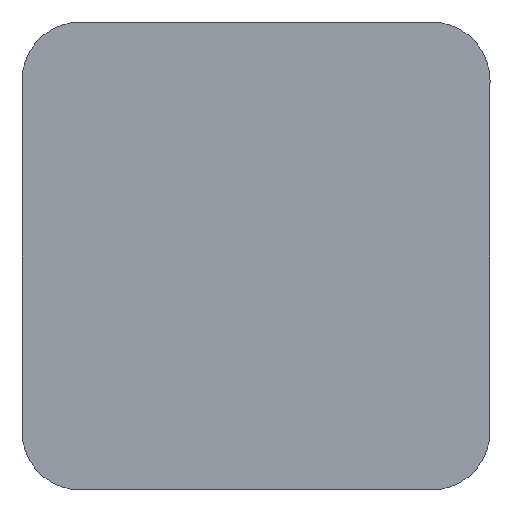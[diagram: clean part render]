
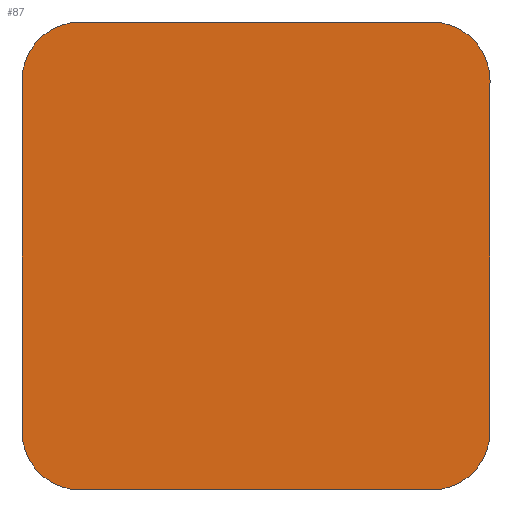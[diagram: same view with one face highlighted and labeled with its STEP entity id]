
A CAD part, front view. The second image highlights one B-rep face of the part: STEP entity #87.
In plain terms, the highlighted planar face has unit normal (0, -1, 0).
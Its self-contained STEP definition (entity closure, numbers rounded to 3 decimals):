
#3 = CIRCLE ( 'NONE', #137, 1. ) ;
#11 = ORIENTED_EDGE ( 'NONE', *, *, #71, .T. ) ;
#12 = FACE_OUTER_BOUND ( 'NONE', #94, .T. ) ;
#17 = CARTESIAN_POINT ( 'NONE',  ( -3., 0., -4. ) ) ;
#20 = CARTESIAN_POINT ( 'NONE',  ( -4., 0., -4. ) ) ;
#23 = AXIS2_PLACEMENT_3D ( 'NONE', #86, #277, #281 ) ;
#35 = ORIENTED_EDGE ( 'NONE', *, *, #265, .T. ) ;
#36 = DIRECTION ( 'NONE',  ( 0., 0., -1. ) ) ;
#43 = VERTEX_POINT ( 'NONE', #17 ) ;
#44 = DIRECTION ( 'NONE',  ( 1., 0., 0. ) ) ;
#45 = CARTESIAN_POINT ( 'NONE',  ( 4., 0., 4. ) ) ;
#52 = CARTESIAN_POINT ( 'NONE',  ( 3., 0., -4. ) ) ;
#71 = EDGE_CURVE ( 'NONE', #43, #232, #123, .T. ) ;
#80 = CARTESIAN_POINT ( 'NONE',  ( 3., 0., -3. ) ) ;
#83 = VERTEX_POINT ( 'NONE', #214 ) ;
#86 = CARTESIAN_POINT ( 'NONE',  ( -3., 0., -3. ) ) ;
#87 = ADVANCED_FACE ( 'N', ( #12 ), #239, .T. ) ;
#91 = CARTESIAN_POINT ( 'NONE',  ( -3., 0., 3. ) ) ;
#93 = CARTESIAN_POINT ( 'NONE',  ( 3., 0., 3. ) ) ;
#94 = EDGE_LOOP ( 'NONE', ( #287, #336, #11, #176, #258, #295, #100, #35 ) ) ;
#95 = VERTEX_POINT ( 'NONE', #340 ) ;
#100 = ORIENTED_EDGE ( 'NONE', *, *, #201, .T. ) ;
#101 = DIRECTION ( 'NONE',  ( 0., -1., 0. ) ) ;
#106 = VERTEX_POINT ( 'NONE', #182 ) ;
#108 = LINE ( 'NONE', #301, #269 ) ;
#119 = DIRECTION ( 'NONE',  ( 0., -1., 0. ) ) ;
#120 = CARTESIAN_POINT ( 'NONE',  ( -3., 0., 4. ) ) ;
#122 = AXIS2_PLACEMENT_3D ( 'NONE', #315, #101, #208 ) ;
#123 = LINE ( 'NONE', #20, #150 ) ;
#127 = EDGE_CURVE ( 'NONE', #83, #244, #249, .T. ) ;
#132 = DIRECTION ( 'NONE',  ( 0., 0., 1. ) ) ;
#136 = CARTESIAN_POINT ( 'NONE',  ( -4., 0., 3. ) ) ;
#137 = AXIS2_PLACEMENT_3D ( 'NONE', #93, #119, #36 ) ;
#138 = CIRCLE ( 'NONE', #156, 1. ) ;
#141 = CARTESIAN_POINT ( 'NONE',  ( 4., 0., 3. ) ) ;
#143 = DIRECTION ( 'NONE',  ( -1., 0., 0. ) ) ;
#150 = VECTOR ( 'NONE', #44, 1000. ) ;
#156 = AXIS2_PLACEMENT_3D ( 'NONE', #80, #217, #194 ) ;
#162 = EDGE_CURVE ( 'NONE', #261, #95, #108, .T. ) ;
#175 = DIRECTION ( 'NONE',  ( 0., -1., 0. ) ) ;
#176 = ORIENTED_EDGE ( 'NONE', *, *, #218, .T. ) ;
#181 = CIRCLE ( 'NONE', #23, 1. ) ;
#182 = CARTESIAN_POINT ( 'NONE',  ( 3., 0., 4. ) ) ;
#194 = DIRECTION ( 'NONE',  ( 0., 0., -1. ) ) ;
#197 = VECTOR ( 'NONE', #143, 1000. ) ;
#201 = EDGE_CURVE ( 'NONE', #106, #307, #278, .T. ) ;
#208 = DIRECTION ( 'NONE',  ( 0., 0., -1. ) ) ;
#214 = CARTESIAN_POINT ( 'NONE',  ( 4., 0., -3. ) ) ;
#217 = DIRECTION ( 'NONE',  ( 0., -1., 0. ) ) ;
#218 = EDGE_CURVE ( 'NONE', #232, #83, #138, .T. ) ;
#228 = DIRECTION ( 'NONE',  ( 0., 0., -1. ) ) ;
#232 = VERTEX_POINT ( 'NONE', #52 ) ;
#239 = PLANE ( 'NONE',  #122 ) ;
#244 = VERTEX_POINT ( 'NONE', #141 ) ;
#249 = LINE ( 'NONE', #45, #286 ) ;
#250 = CARTESIAN_POINT ( 'NONE',  ( -4., 0., 4. ) ) ;
#258 = ORIENTED_EDGE ( 'NONE', *, *, #127, .T. ) ;
#261 = VERTEX_POINT ( 'NONE', #136 ) ;
#262 = AXIS2_PLACEMENT_3D ( 'NONE', #91, #175, #228 ) ;
#265 = EDGE_CURVE ( 'NONE', #307, #261, #311, .T. ) ;
#266 = DIRECTION ( 'NONE',  ( 0., 0., -1. ) ) ;
#269 = VECTOR ( 'NONE', #266, 1000. ) ;
#277 = DIRECTION ( 'NONE',  ( 0., -1., 0. ) ) ;
#278 = LINE ( 'NONE', #250, #197 ) ;
#281 = DIRECTION ( 'NONE',  ( 0., 0., -1. ) ) ;
#284 = EDGE_CURVE ( 'NONE', #95, #43, #181, .T. ) ;
#286 = VECTOR ( 'NONE', #132, 1000. ) ;
#287 = ORIENTED_EDGE ( 'NONE', *, *, #162, .T. ) ;
#295 = ORIENTED_EDGE ( 'NONE', *, *, #327, .T. ) ;
#301 = CARTESIAN_POINT ( 'NONE',  ( -4., 0., 4. ) ) ;
#307 = VERTEX_POINT ( 'NONE', #120 ) ;
#311 = CIRCLE ( 'NONE', #262, 1. ) ;
#315 = CARTESIAN_POINT ( 'NONE',  ( 0., 0., 0. ) ) ;
#327 = EDGE_CURVE ( 'NONE', #244, #106, #3, .T. ) ;
#336 = ORIENTED_EDGE ( 'NONE', *, *, #284, .T. ) ;
#340 = CARTESIAN_POINT ( 'NONE',  ( -4., 0., -3. ) ) ;
